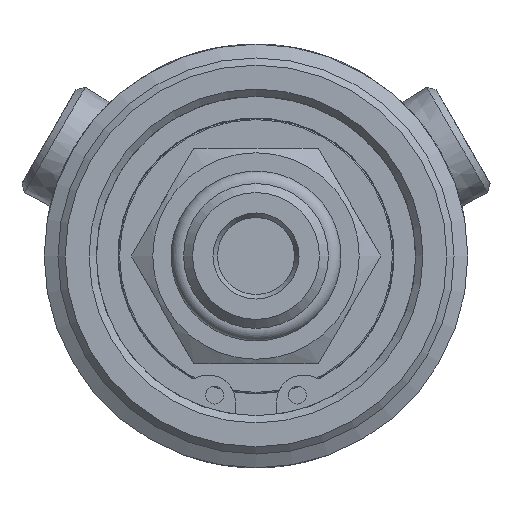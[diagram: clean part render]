
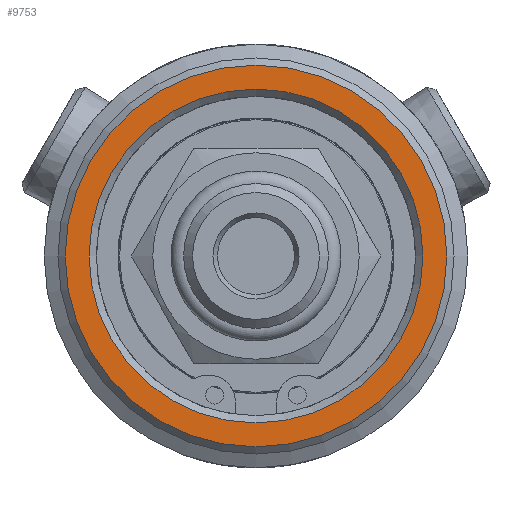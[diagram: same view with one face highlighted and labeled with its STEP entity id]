
A CAD part, left-side view. The second image highlights one B-rep face of the part: STEP entity #9753.
In plain terms, the highlighted planar face has unit normal (-1, 0, 0).
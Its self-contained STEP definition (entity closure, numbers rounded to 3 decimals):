
#147=FACE_BOUND('',#3134,.T.);
#2532=FACE_OUTER_BOUND('',#3133,.T.);
#3133=EDGE_LOOP('',(#8498));
#3134=EDGE_LOOP('',(#8499));
#3507=CIRCLE('',#10457,21.074);
#3512=CIRCLE('',#10464,18.435);
#4457=VERTEX_POINT('',#73731);
#4461=VERTEX_POINT('',#73744);
#5830=EDGE_CURVE('',#4457,#4457,#3507,.T.);
#5836=EDGE_CURVE('',#4461,#4461,#3512,.T.);
#8498=ORIENTED_EDGE('',*,*,#5830,.F.);
#8499=ORIENTED_EDGE('',*,*,#5836,.F.);
#9088=PLANE('',#10463);
#9753=ADVANCED_FACE('',(#2532,#147),#9088,.T.);
#10457=AXIS2_PLACEMENT_3D('',#73733,#12319,#12320);
#10463=AXIS2_PLACEMENT_3D('',#73743,#12332,#12333);
#10464=AXIS2_PLACEMENT_3D('',#73745,#12334,#12335);
#12319=DIRECTION('center_axis',(1.,0.,0.));
#12320=DIRECTION('ref_axis',(0.,-1.,0.));
#12332=DIRECTION('center_axis',(-1.,0.,0.));
#12333=DIRECTION('ref_axis',(0.,0.,1.));
#12334=DIRECTION('center_axis',(-1.,0.,0.));
#12335=DIRECTION('ref_axis',(0.,0.,-1.));
#73731=CARTESIAN_POINT('',(27.43,21.074,0.));
#73733=CARTESIAN_POINT('Origin',(27.43,0.,0.));
#73743=CARTESIAN_POINT('Origin',(27.43,10.937,0.));
#73744=CARTESIAN_POINT('',(27.43,0.,18.435));
#73745=CARTESIAN_POINT('Origin',(27.43,0.,0.));
